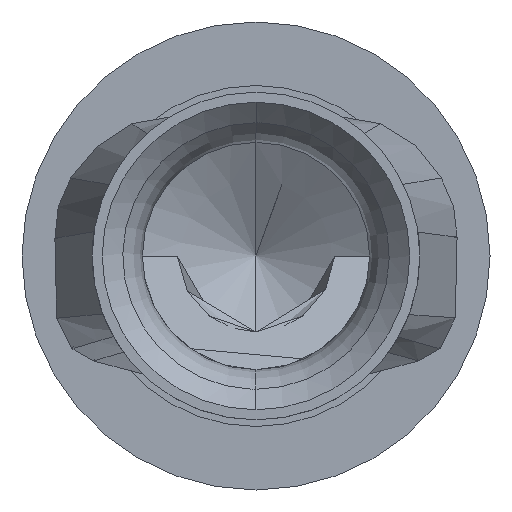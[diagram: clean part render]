
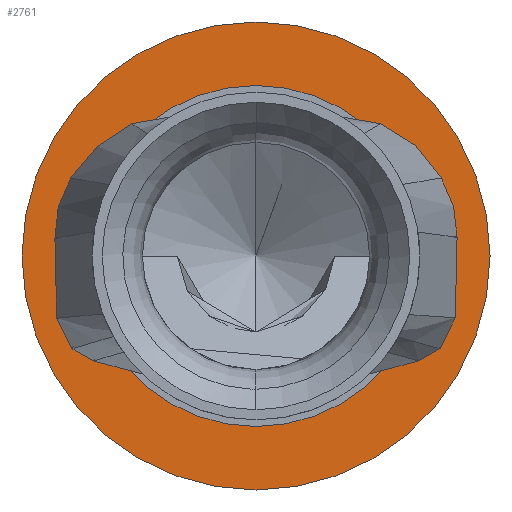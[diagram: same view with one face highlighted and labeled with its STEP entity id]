
A CAD part, left-side view. The second image highlights one B-rep face of the part: STEP entity #2761.
In plain terms, the highlighted planar face has unit normal (-1, 0, 0).
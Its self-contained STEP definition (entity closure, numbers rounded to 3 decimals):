
#787=CARTESIAN_POINT('',(0.45,0.,0.));
#788=DIRECTION('',(1.,0.,0.));
#789=DIRECTION('',(0.,0.,-1.));
#790=AXIS2_PLACEMENT_3D('',#787,#788,#789);
#792=CARTESIAN_POINT('',(0.45,0.,0.));
#793=DIRECTION('',(1.,0.,0.));
#794=DIRECTION('',(0.,0.,1.));
#795=AXIS2_PLACEMENT_3D('',#792,#793,#794);
#797=CARTESIAN_POINT('',(0.45,0.,0.));
#798=DIRECTION('',(-1.,0.,0.));
#799=DIRECTION('',(0.,0.,-1.));
#800=AXIS2_PLACEMENT_3D('',#797,#798,#799);
#802=CARTESIAN_POINT('',(0.45,0.,0.));
#803=DIRECTION('',(-1.,0.,0.));
#804=DIRECTION('',(0.,0.,1.));
#805=AXIS2_PLACEMENT_3D('',#802,#803,#804);
#1642=CARTESIAN_POINT('',(0.45,0.,1.275));
#1643=CARTESIAN_POINT('',(0.45,0.,-1.275));
#1644=VERTEX_POINT('',#1642);
#1645=VERTEX_POINT('',#1643);
#1652=CARTESIAN_POINT('',(0.45,0.,-1.75));
#1653=CARTESIAN_POINT('',(0.45,0.,1.75));
#1654=VERTEX_POINT('',#1652);
#1655=VERTEX_POINT('',#1653);
#2746=CARTESIAN_POINT('',(0.45,0.,0.));
#2747=DIRECTION('',(1.,0.,0.));
#2748=DIRECTION('',(0.,0.,-1.));
#2749=AXIS2_PLACEMENT_3D('',#2746,#2747,#2748);
#2750=PLANE('',#2749);
#2752=ORIENTED_EDGE('',*,*,#2751,.T.);
#2754=ORIENTED_EDGE('',*,*,#2753,.T.);
#2755=EDGE_LOOP('',(#2752,#2754));
#2756=FACE_OUTER_BOUND('',#2755,.F.);
#2757=ORIENTED_EDGE('',*,*,#2720,.T.);
#2758=ORIENTED_EDGE('',*,*,#2740,.T.);
#2759=EDGE_LOOP('',(#2757,#2758));
#2760=FACE_BOUND('',#2759,.F.);
#2761=ADVANCED_FACE('',(#2756,#2760),#2750,.F.);
#791=CIRCLE('',#790,1.75);
#796=CIRCLE('',#795,1.75);
#801=CIRCLE('',#800,1.275);
#806=CIRCLE('',#805,1.275);
#2720=EDGE_CURVE('',#1645,#1644,#801,.T.);
#2740=EDGE_CURVE('',#1644,#1645,#806,.T.);
#2751=EDGE_CURVE('',#1654,#1655,#791,.T.);
#2753=EDGE_CURVE('',#1655,#1654,#796,.T.);
